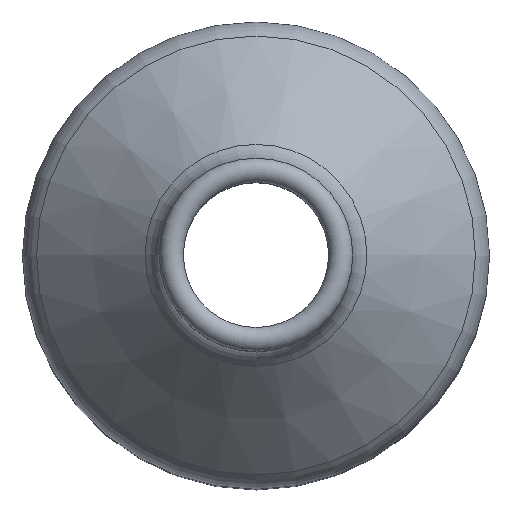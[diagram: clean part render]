
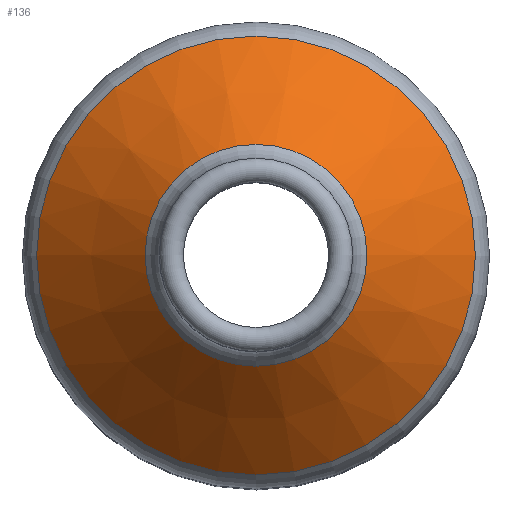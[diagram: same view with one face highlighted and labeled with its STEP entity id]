
A CAD part, top view. The second image highlights one B-rep face of the part: STEP entity #136.
In plain terms, the highlighted conical face has half-angle 45 degrees and reference radius 17.071 mm.
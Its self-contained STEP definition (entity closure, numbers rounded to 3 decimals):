
#19=CONICAL_SURFACE('',#152,17.071,45.);
#22=FACE_BOUND('',#48,.T.);
#34=FACE_OUTER_BOUND('',#47,.T.);
#47=EDGE_LOOP('',(#107));
#48=EDGE_LOOP('',(#108));
#69=CIRCLE('',#150,22.678);
#71=CIRCLE('',#153,11.464);
#81=VERTEX_POINT('',#225);
#83=VERTEX_POINT('',#230);
#93=EDGE_CURVE('',#81,#81,#69,.T.);
#95=EDGE_CURVE('',#83,#83,#71,.T.);
#107=ORIENTED_EDGE('',*,*,#95,.F.);
#108=ORIENTED_EDGE('',*,*,#93,.F.);
#136=ADVANCED_FACE('',(#34,#22),#19,.T.);
#150=AXIS2_PLACEMENT_3D('',#226,#177,#178);
#152=AXIS2_PLACEMENT_3D('',#229,#181,#182);
#153=AXIS2_PLACEMENT_3D('',#231,#183,#184);
#177=DIRECTION('center_axis',(0.,0.,-1.));
#178=DIRECTION('ref_axis',(1.,0.,0.));
#181=DIRECTION('center_axis',(0.,0.,-1.));
#182=DIRECTION('ref_axis',(-1.,0.,0.));
#183=DIRECTION('center_axis',(0.,0.,1.));
#184=DIRECTION('ref_axis',(1.,0.,0.));
#225=CARTESIAN_POINT('',(-22.678,0.,-30.698));
#226=CARTESIAN_POINT('Origin',(0.,0.,-30.698));
#229=CARTESIAN_POINT('Origin',(0.,0.,-25.092));
#230=CARTESIAN_POINT('',(-11.464,0.,-19.485));
#231=CARTESIAN_POINT('Origin',(0.,0.,-19.485));
